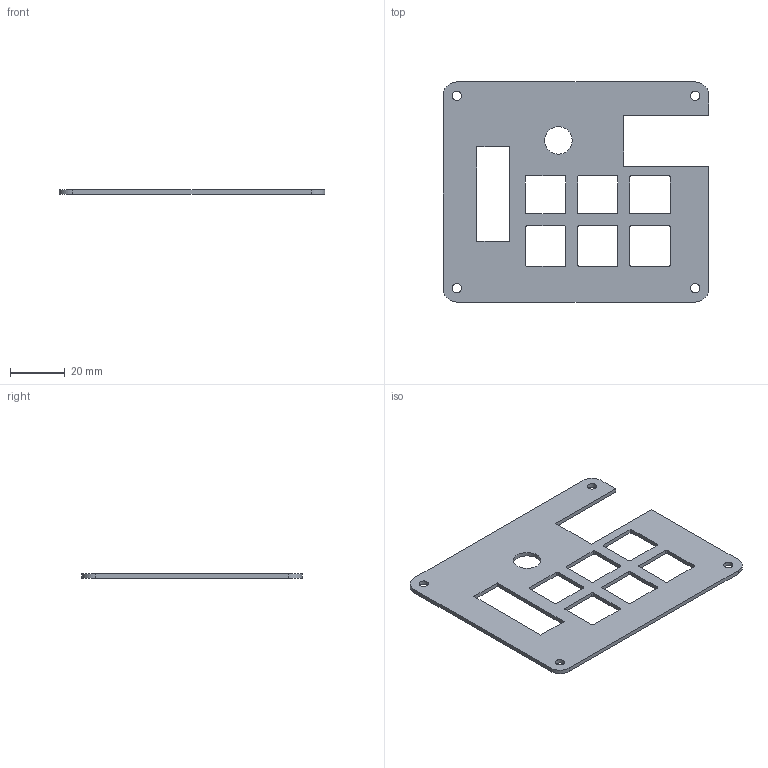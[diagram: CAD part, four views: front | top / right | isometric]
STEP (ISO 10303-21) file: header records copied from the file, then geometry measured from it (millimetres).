
FILE_DESCRIPTION(/* description */ (''),/* implementation_level */ '2;1');
FILE_NAME(/* name */ 'TopCase-MacroPad.step',/* time_stamp */ '2025-12-22T18:03:57+01:00',/* author */ (''),/* organization */ (''),/* preprocessor_version */ 'ST-DEVELOPER v20.1',/* originating_system */ 'Autodesk Translation Framework v14.21.0.0',/* authorisation */ '');
FILE_SCHEMA (('AUTOMOTIVE_DESIGN { 1 0 10303 214 3 1 1 }'));
Length unit declared in the file: millimetre
Products named in the file (1): 2025-12-22-16-26-17-725
Bounding box: 96.86 x 80.21 x 1.5 mm (x, y, z)
Volume: 8071.4 mm3; surface area: 12139.1 mm2
Topology: 1 solids, 1 shells, 71 faces, 207 edges, 138 vertices
Faces by surface type: plane 38, cylinder 33
Full cylindrical faces by diameter (mm): 3.4 x4, 10 x1
Entity records: 2448 total; most frequent: DIRECTION 417, CARTESIAN_POINT 417, ORIENTED_EDGE 414, EDGE_CURVE 207, LINE 141, VECTOR 141, VERTEX_POINT 138, AXIS2_PLACEMENT_3D 138
